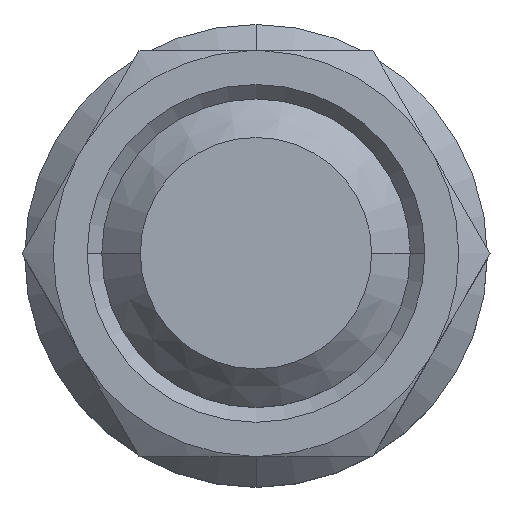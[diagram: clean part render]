
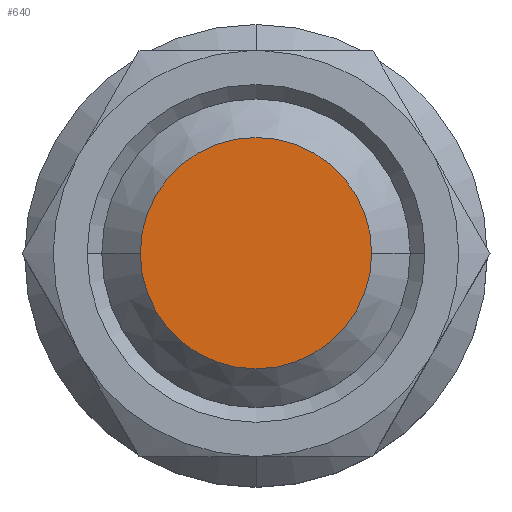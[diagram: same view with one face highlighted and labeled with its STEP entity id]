
A CAD part, top view. The second image highlights one B-rep face of the part: STEP entity #640.
In plain terms, the highlighted planar face has unit normal (0, 0, 1).
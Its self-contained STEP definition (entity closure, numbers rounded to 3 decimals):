
#82=CARTESIAN_POINT('',(0.,0.,25.));
#83=DIRECTION('',(0.,0.,-1.));
#84=DIRECTION('',(-1.,0.,0.));
#85=AXIS2_PLACEMENT_3D('',#82,#83,#84);
#91=CARTESIAN_POINT('',(0.,0.,25.));
#92=DIRECTION('',(0.,0.,-1.));
#93=DIRECTION('',(0.,1.,0.));
#94=AXIS2_PLACEMENT_3D('',#91,#92,#93);
#99=CARTESIAN_POINT('',(0.,0.,25.));
#100=DIRECTION('',(0.,0.,-1.));
#101=DIRECTION('',(1.,0.,0.));
#102=AXIS2_PLACEMENT_3D('',#99,#100,#101);
#107=CARTESIAN_POINT('',(0.,0.,25.));
#108=DIRECTION('',(0.,0.,-1.));
#109=DIRECTION('',(0.,-1.,0.));
#110=AXIS2_PLACEMENT_3D('',#107,#108,#109);
#563=CARTESIAN_POINT('',(0.,3.,25.));
#564=CARTESIAN_POINT('',(3.,0.,25.));
#565=VERTEX_POINT('',#563);
#566=VERTEX_POINT('',#564);
#567=CARTESIAN_POINT('',(-3.,0.,25.));
#568=VERTEX_POINT('',#567);
#569=CARTESIAN_POINT('',(0.,-3.,25.));
#570=VERTEX_POINT('',#569);
#625=CARTESIAN_POINT('',(0.,0.,25.));
#626=DIRECTION('',(0.,0.,1.));
#627=DIRECTION('',(1.,0.,0.));
#628=AXIS2_PLACEMENT_3D('',#625,#626,#627);
#629=PLANE('',#628);
#631=ORIENTED_EDGE('',*,*,#630,.T.);
#633=ORIENTED_EDGE('',*,*,#632,.T.);
#635=ORIENTED_EDGE('',*,*,#634,.T.);
#637=ORIENTED_EDGE('',*,*,#636,.T.);
#638=EDGE_LOOP('',(#631,#633,#635,#637));
#639=FACE_OUTER_BOUND('',#638,.F.);
#640=ADVANCED_FACE('',(#639),#629,.T.);
#86=CIRCLE('',#85,3.);
#95=CIRCLE('',#94,3.);
#103=CIRCLE('',#102,3.);
#111=CIRCLE('',#110,3.);
#630=EDGE_CURVE('',#568,#565,#86,.T.);
#632=EDGE_CURVE('',#565,#566,#95,.T.);
#634=EDGE_CURVE('',#566,#570,#103,.T.);
#636=EDGE_CURVE('',#570,#568,#111,.T.);
